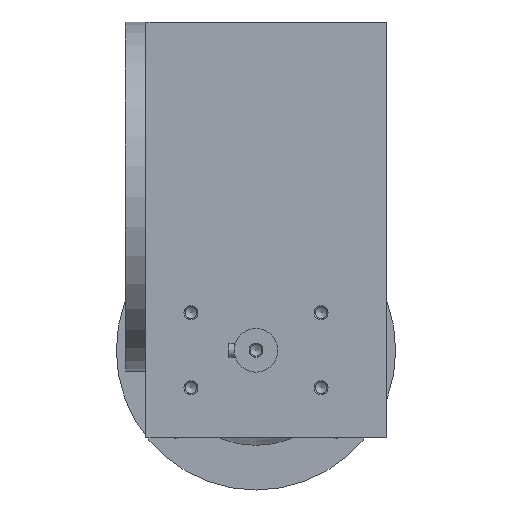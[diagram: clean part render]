
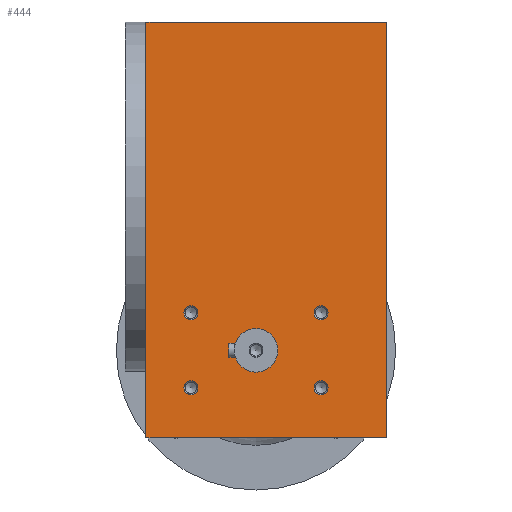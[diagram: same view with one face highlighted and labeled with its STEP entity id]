
A CAD part, left-side view. The second image highlights one B-rep face of the part: STEP entity #444.
In plain terms, the highlighted planar face has unit normal (-1, 0, 0).
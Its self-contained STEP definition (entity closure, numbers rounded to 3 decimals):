
#444 = ADVANCED_FACE( '', ( #1121, #1122, #1123, #1124, #1125, #1126 ), #1127, .F. );
#1121 = FACE_BOUND( '', #2199, .T. );
#1122 = FACE_BOUND( '', #2200, .T. );
#1123 = FACE_BOUND( '', #2201, .T. );
#1124 = FACE_BOUND( '', #2202, .T. );
#1125 = FACE_BOUND( '', #2203, .T. );
#1126 = FACE_OUTER_BOUND( '', #2204, .T. );
#1127 = PLANE( '', #2205 );
#2199 = EDGE_LOOP( '', ( #3500 ) );
#2200 = EDGE_LOOP( '', ( #3501 ) );
#2201 = EDGE_LOOP( '', ( #3502 ) );
#2202 = EDGE_LOOP( '', ( #3503 ) );
#2203 = EDGE_LOOP( '', ( #3504 ) );
#2204 = EDGE_LOOP( '', ( #3505, #3506, #3507, #3508, #3509 ) );
#2205 = AXIS2_PLACEMENT_3D( '', #3510, #3511, #3512 );
#3500 = ORIENTED_EDGE( '', *, *, #5677, .F. );
#3501 = ORIENTED_EDGE( '', *, *, #5678, .F. );
#3502 = ORIENTED_EDGE( '', *, *, #5679, .F. );
#3503 = ORIENTED_EDGE( '', *, *, #5500, .F. );
#3504 = ORIENTED_EDGE( '', *, *, #5680, .T. );
#3505 = ORIENTED_EDGE( '', *, *, #5681, .T. );
#3506 = ORIENTED_EDGE( '', *, *, #5682, .F. );
#3507 = ORIENTED_EDGE( '', *, *, #5683, .F. );
#3508 = ORIENTED_EDGE( '', *, *, #5684, .T. );
#3509 = ORIENTED_EDGE( '', *, *, #5612, .T. );
#3510 = CARTESIAN_POINT( '', ( -100., 69., 119. ) );
#3511 = DIRECTION( '', ( 1., 0., 0. ) );
#3512 = DIRECTION( '', ( 0., 0., -1. ) );
#5500 = EDGE_CURVE( '', #6410, #6410, #6411, .T. );
#5612 = EDGE_CURVE( '', #6617, #6619, #6621, .T. );
#5677 = EDGE_CURVE( '', #6724, #6724, #6725, .T. );
#5678 = EDGE_CURVE( '', #6726, #6726, #6727, .T. );
#5679 = EDGE_CURVE( '', #6728, #6728, #6729, .T. );
#5680 = EDGE_CURVE( '', #6730, #6730, #6731, .T. );
#5681 = EDGE_CURVE( '', #6619, #6732, #6733, .T. );
#5682 = EDGE_CURVE( '', #6734, #6732, #6735, .T. );
#5683 = EDGE_CURVE( '', #6736, #6734, #6737, .T. );
#5684 = EDGE_CURVE( '', #6736, #6617, #6738, .T. );
#6410 = VERTEX_POINT( '', #7704 );
#6411 = CIRCLE( '', #7705, 4. );
#6617 = VERTEX_POINT( '', #7984 );
#6619 = VERTEX_POINT( '', #7986 );
#6621 = LINE( '', #7989, #7990 );
#6724 = VERTEX_POINT( '', #8128 );
#6725 = CIRCLE( '', #8129, 4. );
#6726 = VERTEX_POINT( '', #8130 );
#6727 = CIRCLE( '', #8131, 4. );
#6728 = VERTEX_POINT( '', #8132 );
#6729 = CIRCLE( '', #8133, 4. );
#6730 = VERTEX_POINT( '', #8134 );
#6731 = CIRCLE( '', #8135, 12.5 );
#6732 = VERTEX_POINT( '', #8136 );
#6733 = LINE( '', #8137, #8138 );
#6734 = VERTEX_POINT( '', #8139 );
#6735 = LINE( '', #8140, #8141 );
#6736 = VERTEX_POINT( '', #8142 );
#6737 = LINE( '', #8143, #8144 );
#6738 = LINE( '', #8145, #8146 );
#7704 = CARTESIAN_POINT( '', ( -100., 43.239, -43.5 ) );
#7705 = AXIS2_PLACEMENT_3D( '', #9324, #9325, #9326 );
#7984 = CARTESIAN_POINT( '', ( -100., 69., 19. ) );
#7986 = CARTESIAN_POINT( '', ( -100., 69., -119. ) );
#7989 = CARTESIAN_POINT( '', ( -100., 69., 119. ) );
#7990 = VECTOR( '', #9491, 1000. );
#8128 = CARTESIAN_POINT( '', ( -100., -31.239, -43.5 ) );
#8129 = AXIS2_PLACEMENT_3D( '', #9569, #9570, #9571 );
#8130 = CARTESIAN_POINT( '', ( -100., 43.239, -86.5 ) );
#8131 = AXIS2_PLACEMENT_3D( '', #9572, #9573, #9574 );
#8132 = CARTESIAN_POINT( '', ( -100., -31.239, -86.5 ) );
#8133 = AXIS2_PLACEMENT_3D( '', #9575, #9576, #9577 );
#8134 = CARTESIAN_POINT( '', ( -100., 6., -81.5 ) );
#8135 = AXIS2_PLACEMENT_3D( '', #9578, #9579, #9580 );
#8136 = CARTESIAN_POINT( '', ( -100., -69., -119. ) );
#8137 = CARTESIAN_POINT( '', ( -100., 69., -119. ) );
#8138 = VECTOR( '', #9581, 1000. );
#8139 = CARTESIAN_POINT( '', ( -100., -69., 119. ) );
#8140 = CARTESIAN_POINT( '', ( -100., -69., 119. ) );
#8141 = VECTOR( '', #9582, 1000. );
#8142 = CARTESIAN_POINT( '', ( -100., 69., 119. ) );
#8143 = CARTESIAN_POINT( '', ( -100., 69., 119. ) );
#8144 = VECTOR( '', #9583, 1000. );
#8145 = CARTESIAN_POINT( '', ( -100., 69., 119. ) );
#8146 = VECTOR( '', #9584, 1000. );
#9324 = CARTESIAN_POINT( '', ( -100., 43.239, -47.5 ) );
#9325 = DIRECTION( '', ( -1., 0., 0. ) );
#9326 = DIRECTION( '', ( 0., 0., 1. ) );
#9491 = DIRECTION( '', ( 0., 0., -1. ) );
#9569 = CARTESIAN_POINT( '', ( -100., -31.239, -47.5 ) );
#9570 = DIRECTION( '', ( -1., 0., 0. ) );
#9571 = DIRECTION( '', ( 0., 0., 1. ) );
#9572 = CARTESIAN_POINT( '', ( -100., 43.239, -90.5 ) );
#9573 = DIRECTION( '', ( -1., 0., 0. ) );
#9574 = DIRECTION( '', ( 0., 0., 1. ) );
#9575 = CARTESIAN_POINT( '', ( -100., -31.239, -90.5 ) );
#9576 = DIRECTION( '', ( -1., 0., 0. ) );
#9577 = DIRECTION( '', ( 0., 0., 1. ) );
#9578 = CARTESIAN_POINT( '', ( -100., 6., -69. ) );
#9579 = DIRECTION( '', ( 1., 0., 0. ) );
#9580 = DIRECTION( '', ( 0., 0., -1. ) );
#9581 = DIRECTION( '', ( 0., -1., 0. ) );
#9582 = DIRECTION( '', ( 0., 0., -1. ) );
#9583 = DIRECTION( '', ( 0., -1., 0. ) );
#9584 = DIRECTION( '', ( 0., 0., -1. ) );
